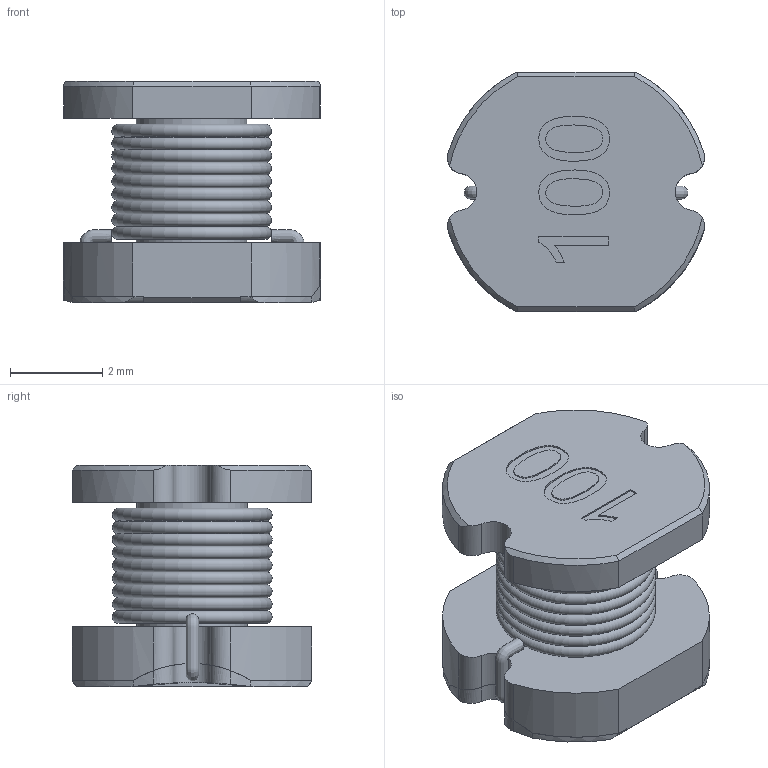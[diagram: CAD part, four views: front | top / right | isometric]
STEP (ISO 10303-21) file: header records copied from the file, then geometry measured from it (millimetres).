
FILE_DESCRIPTION(/* description */ (''),/* implementation_level */ '2;1');
FILE_NAME(/* name */ 'IND_BOURNS_SDE0604A.stp',/* time_stamp */ '2016-03-14T13:54:18+01:00',/* author */ ('riccim'),/* organization */ ('ZWCAD Software Co.'),/* preprocessor_version */ 'ST-DEVELOPER v15.5',/* originating_system */ 'AutoCAD Mechanical',/* authorisation */ ' ');
FILE_SCHEMA (('AUTOMOTIVE_DESIGN { 1 0 10303 214 3 1 1 }'));
Length unit declared in the file: millimetre
Products named in the file (1): Product
Bounding box: 5.58 x 5.2 x 4.8 mm (x, y, z)
Volume: 67 mm3; surface area: 261.3 mm2
Topology: 9 solids, 17 shells, 159 faces, 363 edges, 225 vertices
Faces by surface type: bspline 64, plane 48, cylinder 29, torus 18
Full cylindrical faces by diameter (mm): 2.4 x1
Entity records: 8100 total; most frequent: CARTESIAN_POINT 4966, ORIENTED_EDGE 698, DIRECTION 457, EDGE_CURVE 343, VERTEX_POINT 224, EDGE_LOOP 189, FACE_OUTER_BOUND 159, ADVANCED_FACE 159
